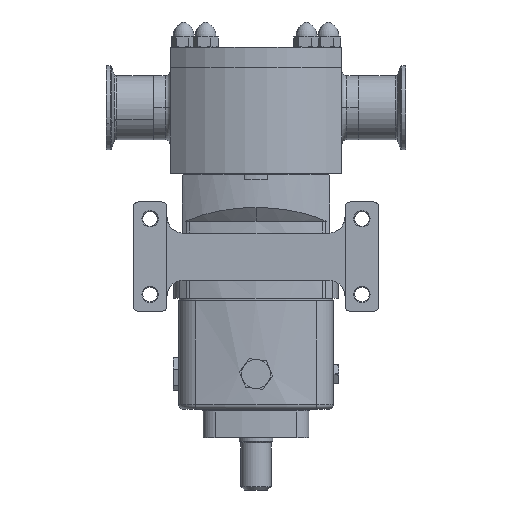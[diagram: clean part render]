
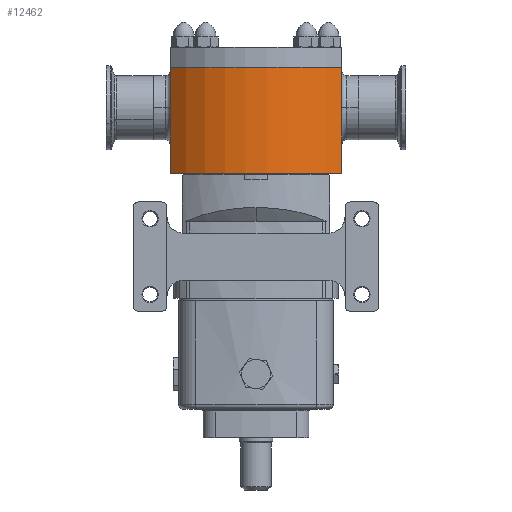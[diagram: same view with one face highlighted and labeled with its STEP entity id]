
A CAD part, front view. The second image highlights one B-rep face of the part: STEP entity #12462.
In plain terms, the highlighted cylindrical face has radius 72 mm (diameter 144 mm), a partial arc.
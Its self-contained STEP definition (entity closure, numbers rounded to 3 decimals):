
#706 = DIRECTION ( 'NONE',  ( 0., 0., -1. ) ) ;
#934 = ORIENTED_EDGE ( 'NONE', *, *, #2139, .F. ) ;
#1410 = ORIENTED_EDGE ( 'NONE', *, *, #7783, .T. ) ;
#1636 = DIRECTION ( 'NONE',  ( 0., 0., 1. ) ) ;
#2139 = EDGE_CURVE ( 'NONE', #15241, #17043, #12074, .T. ) ;
#2417 = ORIENTED_EDGE ( 'NONE', *, *, #16216, .T. ) ;
#3445 = DIRECTION ( 'NONE',  ( 1., 0., 0. ) ) ;
#4002 = VECTOR ( 'NONE', #7141, 1000. ) ;
#6342 = CIRCLE ( 'NONE', #11033, 72. ) ;
#7141 = DIRECTION ( 'NONE',  ( 0., 0., 1. ) ) ;
#7783 = EDGE_CURVE ( 'NONE', #9792, #17043, #6342, .T. ) ;
#8446 = CARTESIAN_POINT ( 'NONE',  ( 51., -50.768, 0.45 ) ) ;
#8492 = CARTESIAN_POINT ( 'NONE',  ( -51., -50.768, 63.45 ) ) ;
#9107 = CARTESIAN_POINT ( 'NONE',  ( 51., -50.768, 0.45 ) ) ;
#9405 = AXIS2_PLACEMENT_3D ( 'NONE', #22909, #706, #12260 ) ;
#9443 = CYLINDRICAL_SURFACE ( 'NONE', #11244, 72. ) ;
#9792 = VERTEX_POINT ( 'NONE', #11043 ) ;
#11033 = AXIS2_PLACEMENT_3D ( 'NONE', #16906, #24121, #18388 ) ;
#11043 = CARTESIAN_POINT ( 'NONE',  ( 51., -50.768, 63.45 ) ) ;
#11244 = AXIS2_PLACEMENT_3D ( 'NONE', #15038, #1636, #3445 ) ;
#11443 = CARTESIAN_POINT ( 'NONE',  ( -51., -50.768, 0.45 ) ) ;
#12074 = LINE ( 'NONE', #15731, #14325 ) ;
#12260 = DIRECTION ( 'NONE',  ( -1., 0., 0. ) ) ;
#12462 = ADVANCED_FACE ( 'NONE', ( #20168 ), #9443, .T. ) ;
#12713 = VERTEX_POINT ( 'NONE', #8446 ) ;
#14325 = VECTOR ( 'NONE', #22498, 1000. ) ;
#15038 = CARTESIAN_POINT ( 'NONE',  ( 0., 0.055, 0.45 ) ) ;
#15241 = VERTEX_POINT ( 'NONE', #11443 ) ;
#15731 = CARTESIAN_POINT ( 'NONE',  ( -51., -50.768, 0.45 ) ) ;
#16216 = EDGE_CURVE ( 'NONE', #12713, #9792, #18729, .T. ) ;
#16906 = CARTESIAN_POINT ( 'NONE',  ( 0., 0.055, 63.45 ) ) ;
#17043 = VERTEX_POINT ( 'NONE', #8492 ) ;
#17497 = ORIENTED_EDGE ( 'NONE', *, *, #23408, .F. ) ;
#18388 = DIRECTION ( 'NONE',  ( -1., 0., 0. ) ) ;
#18729 = LINE ( 'NONE', #9107, #4002 ) ;
#20168 = FACE_OUTER_BOUND ( 'NONE', #21772, .T. ) ;
#21772 = EDGE_LOOP ( 'NONE', ( #1410, #934, #17497, #2417 ) ) ;
#22498 = DIRECTION ( 'NONE',  ( 0., 0., 1. ) ) ;
#22634 = CIRCLE ( 'NONE', #9405, 72. ) ;
#22909 = CARTESIAN_POINT ( 'NONE',  ( 0., 0.055, 0.45 ) ) ;
#23408 = EDGE_CURVE ( 'NONE', #12713, #15241, #22634, .T. ) ;
#24121 = DIRECTION ( 'NONE',  ( 0., 0., -1. ) ) ;
